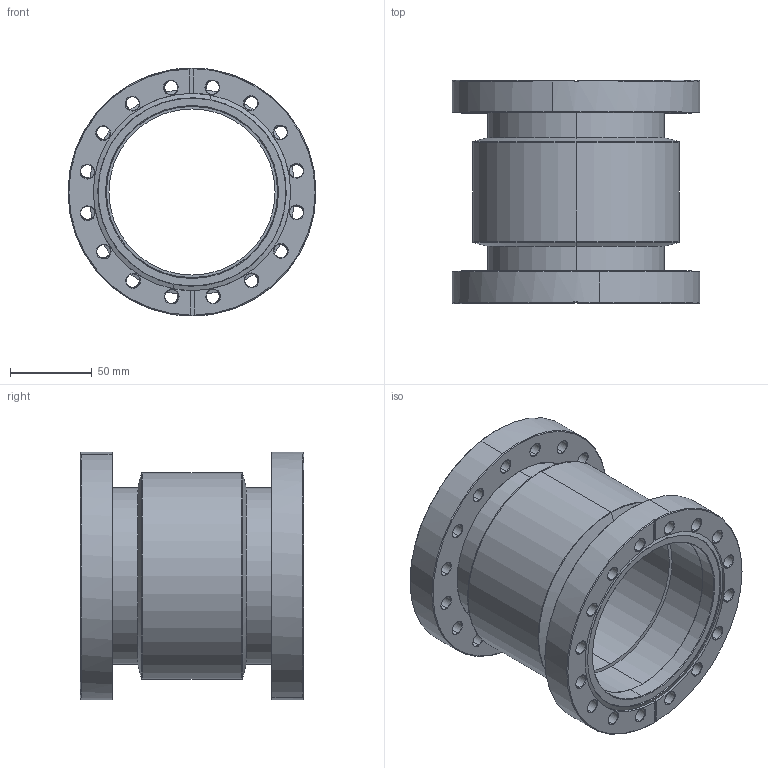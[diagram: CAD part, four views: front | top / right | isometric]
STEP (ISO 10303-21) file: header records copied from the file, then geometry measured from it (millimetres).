
FILE_DESCRIPTION (( 'STEP AP214' ), '1' );
FILE_NAME ('Hositrad_CF100-EWB.STEP', '2018-12-13T11:40:31', ( '' ), ( '' ), 'SwSTEP 2.0', 'SolidWorks 2018', '' );
FILE_SCHEMA (( 'AUTOMOTIVE_DESIGN' ));
Length unit declared in the file: millimetre
Products named in the file (4): Hositrad_CF100-EWB; Bellow Flange; NW100CF-weld_CF100-108; Bellow-49740_49740-3.5
Assembly tree (5 placements, depth 2):
  Hositrad_CF100-EWB
    Bellow-49740_49740-3.5
    Bellow Flange  x2
    NW100CF-weld_CF100-108  x2
Bounding box: 151.6 x 136.5 x 151.6 mm (x, y, z)
Volume: 625477.1 mm3; surface area: 184918 mm2
Topology: 5 solids, 5 shells, 294 faces, 676 edges, 398 vertices
Faces by surface type: cone 166, cylinder 96, plane 32
Entity records: 4933 total; most frequent: DIRECTION 865, CARTESIAN_POINT 730, ORIENTED_EDGE 700, AXIS2_PLACEMENT_3D 358, EDGE_CURVE 350, VERTEX_POINT 207, CIRCLE 197, EDGE_LOOP 195
